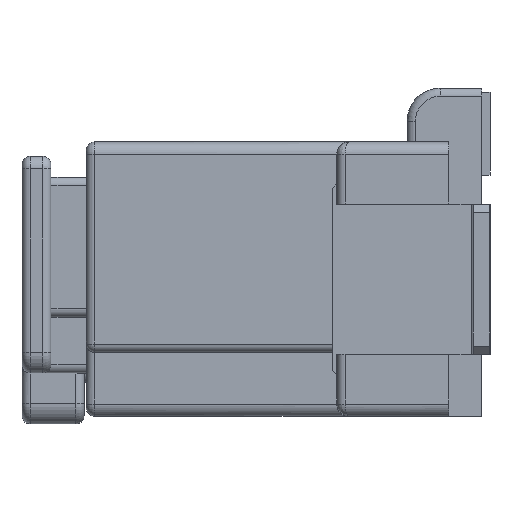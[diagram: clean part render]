
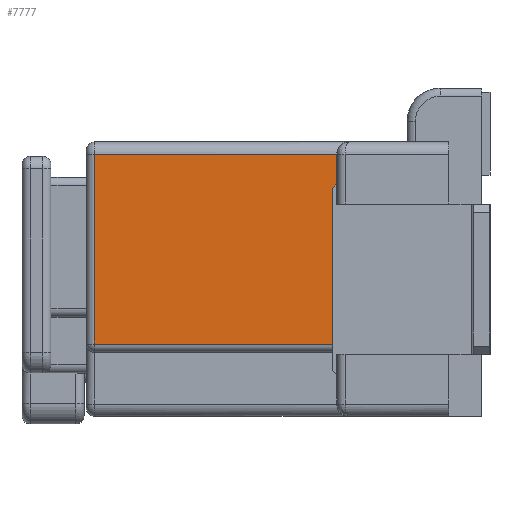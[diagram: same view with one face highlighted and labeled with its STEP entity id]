
A CAD part, left-side view. The second image highlights one B-rep face of the part: STEP entity #7777.
In plain terms, the highlighted planar face has unit normal (-1, 0, 0).
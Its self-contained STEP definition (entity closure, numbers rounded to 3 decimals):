
#123 = CARTESIAN_POINT ( 'NONE',  ( -7.15, 7.55, -4.88 ) ) ;
#608 = LINE ( 'NONE', #14553, #18774 ) ;
#880 = ORIENTED_EDGE ( 'NONE', *, *, #9701, .F. ) ;
#1312 = CARTESIAN_POINT ( 'NONE',  ( -7.15, 1.5, -0.3 ) ) ;
#1970 = DIRECTION ( 'NONE',  ( 0., 1., 0. ) ) ;
#2015 = ORIENTED_EDGE ( 'NONE', *, *, #9810, .F. ) ;
#2754 = EDGE_LOOP ( 'NONE', ( #880, #2015, #7263, #17097 ) ) ;
#3989 = DIRECTION ( 'NONE',  ( 0., 0., -1. ) ) ;
#6072 = DIRECTION ( 'NONE',  ( 0., 0., 1. ) ) ;
#6170 = CARTESIAN_POINT ( 'NONE',  ( -7.15, 7.55, 0. ) ) ;
#7188 = AXIS2_PLACEMENT_3D ( 'NONE', #6170, #21887, #11425 ) ;
#7263 = ORIENTED_EDGE ( 'NONE', *, *, #9841, .F. ) ;
#7519 = CARTESIAN_POINT ( 'NONE',  ( -7.15, 1.5, 0. ) ) ;
#7599 = DIRECTION ( 'NONE',  ( 0., -1., 0. ) ) ;
#7777 = ADVANCED_FACE ( 'NONE', ( #21577 ), #13042, .F. ) ;
#7822 = VECTOR ( 'NONE', #6072, 1000. ) ;
#7858 = VERTEX_POINT ( 'NONE', #22100 ) ;
#8105 = LINE ( 'NONE', #123, #12208 ) ;
#9701 = EDGE_CURVE ( 'NONE', #22609, #7858, #8105, .T. ) ;
#9810 = EDGE_CURVE ( 'NONE', #19388, #22609, #10555, .T. ) ;
#9841 = EDGE_CURVE ( 'NONE', #18559, #19388, #608, .T. ) ;
#9904 = EDGE_CURVE ( 'NONE', #7858, #18559, #12483, .T. ) ;
#10555 = LINE ( 'NONE', #7519, #15220 ) ;
#11425 = DIRECTION ( 'NONE',  ( 0., 0., 1. ) ) ;
#12208 = VECTOR ( 'NONE', #1970, 1000. ) ;
#12483 = LINE ( 'NONE', #16522, #7822 ) ;
#12803 = CARTESIAN_POINT ( 'NONE',  ( -7.15, 7.35, -0.3 ) ) ;
#13042 = PLANE ( 'NONE',  #7188 ) ;
#14553 = CARTESIAN_POINT ( 'NONE',  ( -7.15, 7.55, -0.3 ) ) ;
#15220 = VECTOR ( 'NONE', #3989, 1000. ) ;
#16522 = CARTESIAN_POINT ( 'NONE',  ( -7.15, 7.35, -0.3 ) ) ;
#17097 = ORIENTED_EDGE ( 'NONE', *, *, #9904, .F. ) ;
#18559 = VERTEX_POINT ( 'NONE', #12803 ) ;
#18774 = VECTOR ( 'NONE', #7599, 1000. ) ;
#19388 = VERTEX_POINT ( 'NONE', #1312 ) ;
#21577 = FACE_OUTER_BOUND ( 'NONE', #2754, .T. ) ;
#21887 = DIRECTION ( 'NONE',  ( 1., 0., 0. ) ) ;
#22100 = CARTESIAN_POINT ( 'NONE',  ( -7.15, 7.35, -4.88 ) ) ;
#22609 = VERTEX_POINT ( 'NONE', #22620 ) ;
#22620 = CARTESIAN_POINT ( 'NONE',  ( -7.15, 1.5, -4.88 ) ) ;
